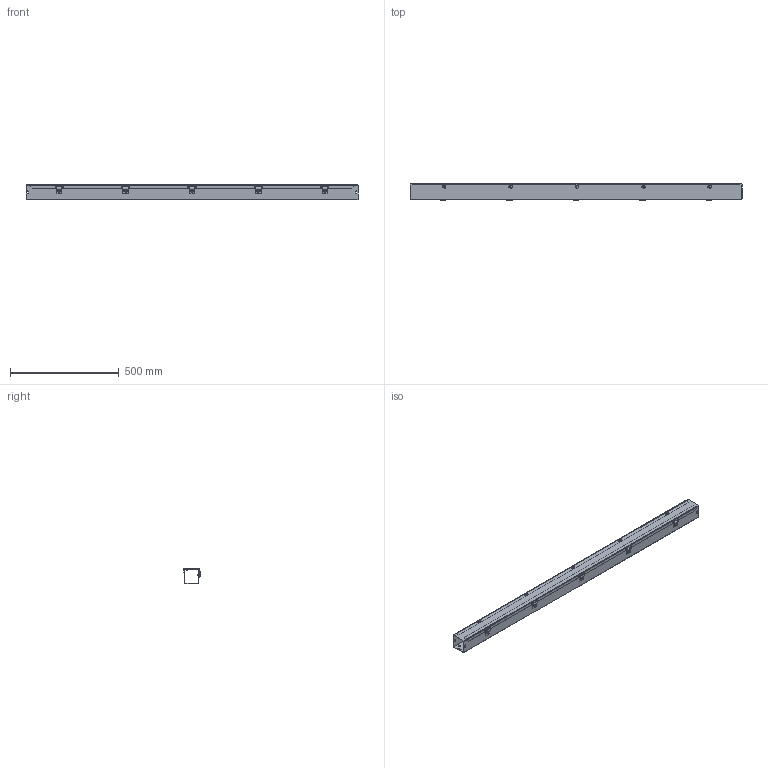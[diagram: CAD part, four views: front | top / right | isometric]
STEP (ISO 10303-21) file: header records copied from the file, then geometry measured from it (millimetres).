
FILE_DESCRIPTION(/* description */ ('HS, NK, BLR 2.5X2.5X60'),/* implementation_level */ '2;1');
FILE_NAME(/* name */ 'HS225NK.stp',/* time_stamp */ '2017-06-22T19:34:34+05:00',/* author */ ('vdas'),/* organization */ (''),/* preprocessor_version */ 'ST-DEVELOPER v16.1',/* originating_system */ 'Autodesk Inventor 2016',/* authorisation */ '');
FILE_SCHEMA (('AUTOMOTIVE_DESIGN { 1 0 10303 214 3 1 1 }'));
Length unit declared in the file: inch
Products named in the file (5): HS225NKBLR; HS225NKLID; 372141; 31816; HS225NK
Assembly tree (17 placements, depth 2):
  HS225NK
    HS225NKBLR
    HS225NKLID
    372141  x10
    31816  x5
Bounding box: 1524 x 76.64 x 71.69 mm (x, y, z)
Volume: 792846.7 mm3; surface area: 1012422.6 mm2
Topology: 17 solids, 17 shells, 1173 faces, 2888 edges, 1759 vertices
Faces by surface type: plane 531, cone 270, cylinder 228, torus 130, bspline 14
Full cylindrical faces by diameter (mm): 4.089 x10, 4.595 x80, 6.35 x4, 7.938 x10
Entity records: 11134 total; most frequent: CARTESIAN_POINT 2295, DIRECTION 1719, ORIENTED_EDGE 1696, EDGE_CURVE 848, LINE 589, VECTOR 589, VERTEX_POINT 571, AXIS2_PLACEMENT_3D 565
